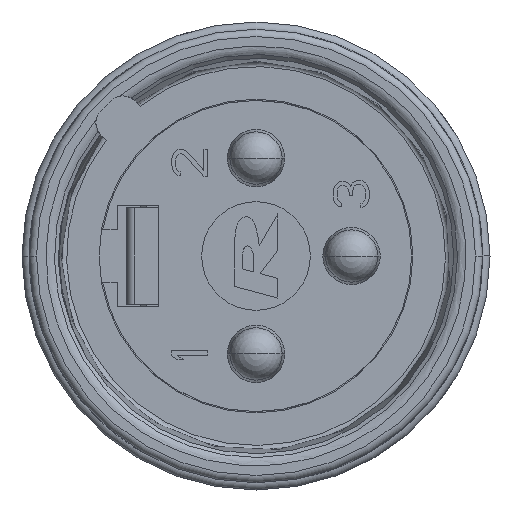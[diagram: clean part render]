
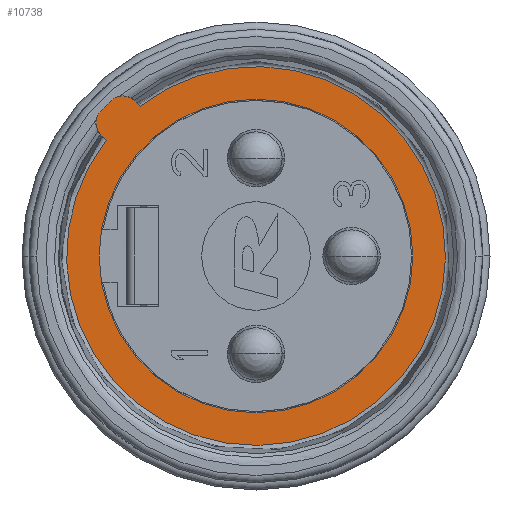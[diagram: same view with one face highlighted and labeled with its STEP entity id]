
A CAD part, left-side view. The second image highlights one B-rep face of the part: STEP entity #10738.
In plain terms, the highlighted planar face has unit normal (-1, 0, 0).
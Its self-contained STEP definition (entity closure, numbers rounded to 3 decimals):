
#1375=CARTESIAN_POINT('',(14.5,0.,0.));
#1376=DIRECTION('',(-1.,0.,0.));
#1377=DIRECTION('',(0.,1.,0.));
#1378=AXIS2_PLACEMENT_3D('',#1375,#1376,#1377);
#1607=CARTESIAN_POINT('',(14.5,0.,0.));
#1608=DIRECTION('',(1.,0.,0.));
#1609=DIRECTION('',(0.,1.,0.));
#1610=AXIS2_PLACEMENT_3D('',#1607,#1608,#1609);
#1616=CARTESIAN_POINT('',(14.5,0.,0.));
#1617=DIRECTION('',(-1.,0.,0.));
#1618=DIRECTION('',(0.,0.791,0.611));
#1619=AXIS2_PLACEMENT_3D('',#1616,#1617,#1618);
#1621=CARTESIAN_POINT('',(14.5,5.936,5.512));
#1622=DIRECTION('',(-1.,0.,0.));
#1623=DIRECTION('',(0.,0.733,0.68));
#1624=AXIS2_PLACEMENT_3D('',#1621,#1622,#1623);
#1626=CARTESIAN_POINT('',(14.5,0.,0.));
#1627=DIRECTION('',(-1.,0.,0.));
#1628=DIRECTION('',(0.,0.68,0.733));
#1629=AXIS2_PLACEMENT_3D('',#1626,#1627,#1628);
#1631=CARTESIAN_POINT('',(14.5,5.512,5.936));
#1632=DIRECTION('',(-1.,0.,0.));
#1633=DIRECTION('',(0.,-0.707,0.707));
#1634=AXIS2_PLACEMENT_3D('',#1631,#1632,#1633);
#1643=CARTESIAN_POINT('',(14.5,6.214,4.8));
#1654=DIRECTION('',(0.,-0.707,-0.707));
#1655=VECTOR('',#1654,0.306);
#1656=CARTESIAN_POINT('',(14.5,6.431,5.017));
#1657=LINE('',#1656,#1655);
#1714=DIRECTION('',(0.,0.707,0.707));
#1715=VECTOR('',#1714,0.306);
#1716=CARTESIAN_POINT('',(14.5,4.8,6.214));
#1717=LINE('',#1716,#1715);
#7321=CARTESIAN_POINT('',(14.5,6.5,0.));
#7322=CARTESIAN_POINT('',(14.5,-6.5,0.));
#7323=VERTEX_POINT('',#7321);
#7324=VERTEX_POINT('',#7322);
#7328=CARTESIAN_POINT('',(14.5,6.449,5.988));
#7329=CARTESIAN_POINT('',(14.5,6.431,5.017));
#7330=VERTEX_POINT('',#7328);
#7331=VERTEX_POINT('',#7329);
#7336=CARTESIAN_POINT('',(14.5,5.017,6.431));
#7337=CARTESIAN_POINT('',(14.5,5.988,6.449));
#7338=VERTEX_POINT('',#7336);
#7339=VERTEX_POINT('',#7337);
#7476=VERTEX_POINT('',#1643);
#7479=CARTESIAN_POINT('',(14.5,4.8,6.214));
#7480=VERTEX_POINT('',#7479);
#10715=CARTESIAN_POINT('',(14.5,0.,0.));
#10716=DIRECTION('',(-1.,0.,0.));
#10717=DIRECTION('',(0.,1.,0.));
#10718=AXIS2_PLACEMENT_3D('',#10715,#10716,#10717);
#10719=PLANE('',#10718);
#10721=ORIENTED_EDGE('',*,*,#10720,.F.);
#10723=ORIENTED_EDGE('',*,*,#10722,.F.);
#10725=ORIENTED_EDGE('',*,*,#10724,.F.);
#10727=ORIENTED_EDGE('',*,*,#10726,.F.);
#10729=ORIENTED_EDGE('',*,*,#10728,.F.);
#10731=ORIENTED_EDGE('',*,*,#10730,.F.);
#10732=EDGE_LOOP('',(#10721,#10723,#10725,#10727,#10729,#10731));
#10733=FACE_OUTER_BOUND('',#10732,.F.);
#10734=ORIENTED_EDGE('',*,*,#10709,.F.);
#10735=ORIENTED_EDGE('',*,*,#10469,.T.);
#10736=EDGE_LOOP('',(#10734,#10735));
#10737=FACE_BOUND('',#10736,.F.);
#1379=CIRCLE('',#1378,6.5);
#1611=CIRCLE('',#1610,6.5);
#1620=CIRCLE('',#1619,7.852);
#1625=CIRCLE('',#1624,0.7);
#1630=CIRCLE('',#1629,8.8);
#1635=CIRCLE('',#1634,0.7);
#10469=EDGE_CURVE('',#7323,#7324,#1379,.T.);
#10709=EDGE_CURVE('',#7323,#7324,#1611,.T.);
#10720=EDGE_CURVE('',#7476,#7480,#1620,.T.);
#10722=EDGE_CURVE('',#7331,#7476,#1657,.T.);
#10724=EDGE_CURVE('',#7330,#7331,#1625,.T.);
#10726=EDGE_CURVE('',#7339,#7330,#1630,.T.);
#10728=EDGE_CURVE('',#7338,#7339,#1635,.T.);
#10730=EDGE_CURVE('',#7480,#7338,#1717,.T.);
#10738=ADVANCED_FACE('',(#10733,#10737),#10719,.T.);
